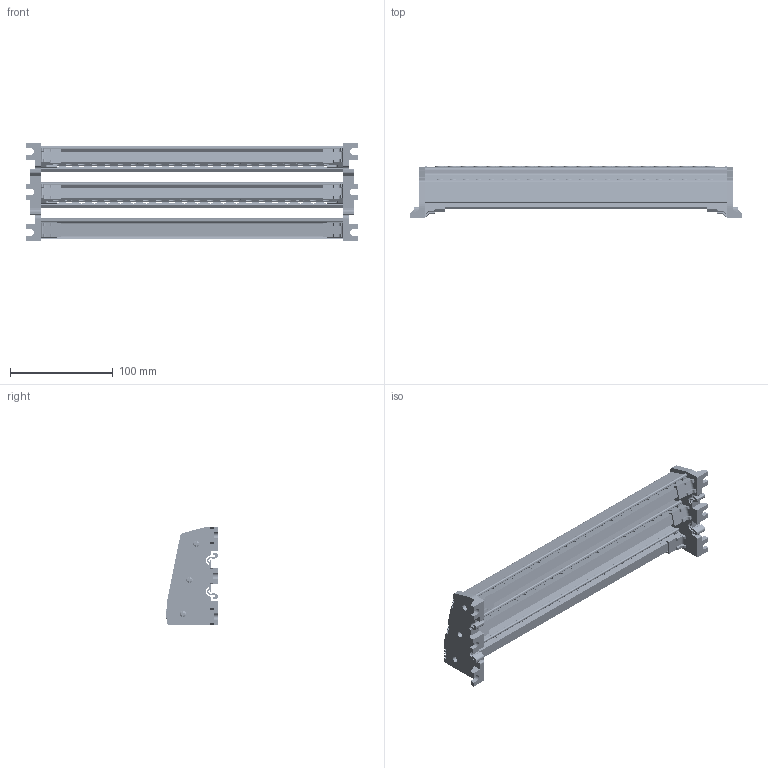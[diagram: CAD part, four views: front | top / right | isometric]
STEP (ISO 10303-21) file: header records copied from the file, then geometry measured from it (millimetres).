
FILE_DESCRIPTION (( 'STEP AP203' ), '1' );
FILE_NAME ('10X15 Üç Kutuplu Daðýtýcý Ünite - 22 Delikli.STEP', '2019-01-09T14:47:52', ( '' ), ( '' ), 'SwSTEP 2.0', 'SolidWorks 2011', '' );
FILE_SCHEMA (( 'CONFIG_CONTROL_DESIGN' ));
Products named in the file (1): 10X15 Üç Kutuplu Daðýtýcý Ünite - 22 Delikli
Bounding box: 322.5 x 50.93 x 95 mm (x, y, z)
Volume: 240381.1 mm3; surface area: 184917 mm2
Topology: 1 solids, 7 shells, 4767 faces, 12828 edges, 8251 vertices
Faces by surface type: plane 2183, cylinder 1084, bspline 1033, cone 467
Entity records: 170230 total; most frequent: CARTESIAN_POINT 55381, ORIENTED_EDGE 25620, DIRECTION 22312, EDGE_CURVE 12810, VERTEX_POINT 8251, AXIS2_PLACEMENT_3D 7823, LINE 6666, VECTOR 6666
